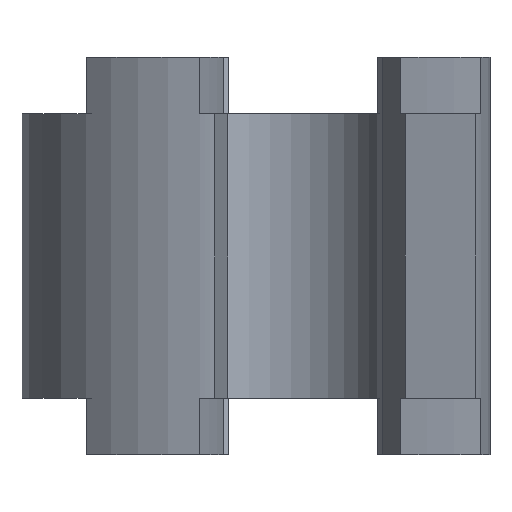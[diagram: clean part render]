
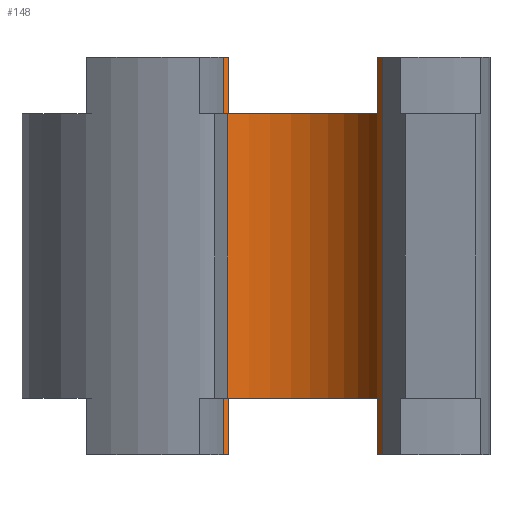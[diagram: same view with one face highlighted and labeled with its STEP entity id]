
A CAD part, left-side view. The second image highlights one B-rep face of the part: STEP entity #148.
In plain terms, the highlighted cylindrical face has radius 4.5 mm (diameter 9 mm), a partial arc.
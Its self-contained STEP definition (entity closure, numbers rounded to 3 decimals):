
#148 = ADVANCED_FACE( '', ( #314 ), #315, .F. );
#314 = FACE_OUTER_BOUND( '', #1118, .T. );
#315 = CYLINDRICAL_SURFACE( '', #1119, 4.5 );
#1118 = EDGE_LOOP( '', ( #2086, #2087, #2088, #2089, #2090, #2091, #2092, #2093, #2094, #2095, #2096, #2097, #2098, #2099, #2100, #2101, #2102, #2103, #2104, #2105 ) );
#1119 = AXIS2_PLACEMENT_3D( '', #2106, #2107, #2108 );
#2086 = ORIENTED_EDGE( '', *, *, #2340, .F. );
#2087 = ORIENTED_EDGE( '', *, *, #2280, .F. );
#2088 = ORIENTED_EDGE( '', *, *, #2329, .T. );
#2089 = ORIENTED_EDGE( '', *, *, #2390, .F. );
#2090 = ORIENTED_EDGE( '', *, *, #2266, .F. );
#2091 = ORIENTED_EDGE( '', *, *, #2423, .T. );
#2092 = ORIENTED_EDGE( '', *, *, #2424, .F. );
#2093 = ORIENTED_EDGE( '', *, *, #2425, .F. );
#2094 = ORIENTED_EDGE( '', *, *, #2398, .T. );
#2095 = ORIENTED_EDGE( '', *, *, #2384, .T. );
#2096 = ORIENTED_EDGE( '', *, *, #2358, .F. );
#2097 = ORIENTED_EDGE( '', *, *, #2426, .F. );
#2098 = ORIENTED_EDGE( '', *, *, #2405, .T. );
#2099 = ORIENTED_EDGE( '', *, *, #2427, .T. );
#2100 = ORIENTED_EDGE( '', *, *, #2409, .F. );
#2101 = ORIENTED_EDGE( '', *, *, #2344, .F. );
#2102 = ORIENTED_EDGE( '', *, *, #2428, .F. );
#2103 = ORIENTED_EDGE( '', *, *, #2392, .F. );
#2104 = ORIENTED_EDGE( '', *, *, #2421, .T. );
#2105 = ORIENTED_EDGE( '', *, *, #2429, .F. );
#2106 = CARTESIAN_POINT( '', ( 0., 0., 54. ) );
#2107 = DIRECTION( '', ( 0., 0., -1. ) );
#2108 = DIRECTION( '', ( 1., 0., 0. ) );
#2266 = EDGE_CURVE( '', #2465, #2466, #2467, .F. );
#2280 = EDGE_CURVE( '', #2491, #2492, #2493, .T. );
#2329 = EDGE_CURVE( '', #2491, #2577, #2579, .T. );
#2340 = EDGE_CURVE( '', #2492, #2593, #2594, .T. );
#2344 = EDGE_CURVE( '', #2597, #2599, #2600, .T. );
#2358 = EDGE_CURVE( '', #2619, #2620, #2621, .T. );
#2384 = EDGE_CURVE( '', #2659, #2620, #2660, .T. );
#2390 = EDGE_CURVE( '', #2466, #2577, #2666, .T. );
#2392 = EDGE_CURVE( '', #2668, #2669, #2670, .T. );
#2398 = EDGE_CURVE( '', #2676, #2659, #2677, .T. );
#2405 = EDGE_CURVE( '', #2685, #2683, #2686, .T. );
#2409 = EDGE_CURVE( '', #2599, #2690, #2691, .T. );
#2421 = EDGE_CURVE( '', #2668, #2705, #2707, .T. );
#2423 = EDGE_CURVE( '', #2465, #2709, #2710, .T. );
#2424 = EDGE_CURVE( '', #2711, #2709, #2712, .T. );
#2425 = EDGE_CURVE( '', #2676, #2711, #2713, .T. );
#2426 = EDGE_CURVE( '', #2685, #2619, #2714, .T. );
#2427 = EDGE_CURVE( '', #2683, #2690, #2715, .T. );
#2428 = EDGE_CURVE( '', #2669, #2597, #2716, .T. );
#2429 = EDGE_CURVE( '', #2593, #2705, #2717, .T. );
#2465 = VERTEX_POINT( '', #2753 );
#2466 = VERTEX_POINT( '', #2754 );
#2467 = LINE( '', #2755, #2756 );
#2491 = VERTEX_POINT( '', #2789 );
#2492 = VERTEX_POINT( '', #2790 );
#2493 = CIRCLE( '', #2791, 4.5 );
#2577 = VERTEX_POINT( '', #3029 );
#2579 = LINE( '', #3031, #3032 );
#2593 = VERTEX_POINT( '', #3280 );
#2594 = LINE( '', #3281, #3282 );
#2597 = VERTEX_POINT( '', #3285 );
#2599 = VERTEX_POINT( '', #3287 );
#2600 = CIRCLE( '', #3288, 4.5 );
#2619 = VERTEX_POINT( '', #3361 );
#2620 = VERTEX_POINT( '', #3362 );
#2621 = LINE( '', #3363, #3364 );
#2659 = VERTEX_POINT( '', #3441 );
#2660 = CIRCLE( '', #3442, 4.5 );
#2666 = CIRCLE( '', #3450, 4.5 );
#2668 = VERTEX_POINT( '', #3452 );
#2669 = VERTEX_POINT( '', #3453 );
#2670 = CIRCLE( '', #3454, 4.5 );
#2676 = VERTEX_POINT( '', #3461 );
#2677 = LINE( '', #3462, #3463 );
#2683 = VERTEX_POINT( '', #3471 );
#2685 = VERTEX_POINT( '', #3473 );
#2686 = LINE( '', #3474, #3475 );
#2690 = VERTEX_POINT( '', #3480 );
#2691 = LINE( '', #3481, #3482 );
#2705 = VERTEX_POINT( '', #3500 );
#2707 = LINE( '', #3502, #3503 );
#2709 = VERTEX_POINT( '', #3505 );
#2710 = CIRCLE( '', #3506, 4.5 );
#2711 = VERTEX_POINT( '', #3507 );
#2712 = LINE( '', #3508, #3509 );
#2713 = CIRCLE( '', #3510, 4.5 );
#2714 = CIRCLE( '', #3511, 4.5 );
#2715 = CIRCLE( '', #3512, 4.5 );
#2716 = LINE( '', #3513, #3514 );
#2717 = CIRCLE( '', #3515, 4.5 );
#2753 = CARTESIAN_POINT( '', ( -0.538, -4.468, 7. ) );
#2754 = CARTESIAN_POINT( '', ( -0.538, -4.468, -7. ) );
#2755 = CARTESIAN_POINT( '', ( -0.538, -4.468, 54. ) );
#2756 = VECTOR( '', #3718, 1000. );
#2789 = CARTESIAN_POINT( '', ( 1.383, -4.282, -5. ) );
#2790 = CARTESIAN_POINT( '', ( 4.4, 0.943, -5. ) );
#2791 = AXIS2_PLACEMENT_3D( '', #3734, #3735, #3736 );
#3029 = CARTESIAN_POINT( '', ( 1.383, -4.282, -7. ) );
#3031 = CARTESIAN_POINT( '', ( 1.383, -4.282, -5. ) );
#3032 = VECTOR( '', #3820, 1000. );
#3280 = CARTESIAN_POINT( '', ( 4.4, 0.943, -7. ) );
#3281 = CARTESIAN_POINT( '', ( 4.4, 0.943, -5. ) );
#3282 = VECTOR( '', #3824, 1000. );
#3285 = CARTESIAN_POINT( '', ( -3.017, 3.339, -7. ) );
#3287 = CARTESIAN_POINT( '', ( -4.138, 1.768, -7. ) );
#3288 = AXIS2_PLACEMENT_3D( '', #3831, #3832, #3833 );
#3361 = CARTESIAN_POINT( '', ( 3.017, 3.339, 5. ) );
#3362 = CARTESIAN_POINT( '', ( 3.017, 3.339, 7. ) );
#3363 = CARTESIAN_POINT( '', ( 3.017, 3.339, 5. ) );
#3364 = VECTOR( '', #3850, 1000. );
#3441 = CARTESIAN_POINT( '', ( 4.4, 0.943, 7. ) );
#3442 = AXIS2_PLACEMENT_3D( '', #3894, #3895, #3896 );
#3450 = AXIS2_PLACEMENT_3D( '', #3902, #3903, #3904 );
#3452 = CARTESIAN_POINT( '', ( 3.017, 3.339, -5. ) );
#3453 = CARTESIAN_POINT( '', ( -3.017, 3.339, -5. ) );
#3454 = AXIS2_PLACEMENT_3D( '', #3905, #3906, #3907 );
#3461 = CARTESIAN_POINT( '', ( 4.4, 0.943, 5. ) );
#3462 = CARTESIAN_POINT( '', ( 4.4, 0.943, 5. ) );
#3463 = VECTOR( '', #3915, 1000. );
#3471 = CARTESIAN_POINT( '', ( -3.017, 3.339, 7. ) );
#3473 = CARTESIAN_POINT( '', ( -3.017, 3.339, 5. ) );
#3474 = CARTESIAN_POINT( '', ( -3.017, 3.339, 5. ) );
#3475 = VECTOR( '', #3924, 1000. );
#3480 = CARTESIAN_POINT( '', ( -4.138, 1.768, 7. ) );
#3481 = CARTESIAN_POINT( '', ( -4.138, 1.768, 54. ) );
#3482 = VECTOR( '', #3929, 1000. );
#3500 = CARTESIAN_POINT( '', ( 3.017, 3.339, -7. ) );
#3502 = CARTESIAN_POINT( '', ( 3.017, 3.339, -5. ) );
#3503 = VECTOR( '', #3943, 1000. );
#3505 = CARTESIAN_POINT( '', ( 1.383, -4.282, 7. ) );
#3506 = AXIS2_PLACEMENT_3D( '', #3944, #3945, #3946 );
#3507 = CARTESIAN_POINT( '', ( 1.383, -4.282, 5. ) );
#3508 = CARTESIAN_POINT( '', ( 1.383, -4.282, 5. ) );
#3509 = VECTOR( '', #3947, 1000. );
#3510 = AXIS2_PLACEMENT_3D( '', #3948, #3949, #3950 );
#3511 = AXIS2_PLACEMENT_3D( '', #3951, #3952, #3953 );
#3512 = AXIS2_PLACEMENT_3D( '', #3954, #3955, #3956 );
#3513 = CARTESIAN_POINT( '', ( -3.017, 3.339, -5. ) );
#3514 = VECTOR( '', #3957, 1000. );
#3515 = AXIS2_PLACEMENT_3D( '', #3958, #3959, #3960 );
#3718 = DIRECTION( '', ( 0., 0., 1. ) );
#3734 = CARTESIAN_POINT( '', ( 0., 0., -5. ) );
#3735 = DIRECTION( '', ( 0., 0., 1. ) );
#3736 = DIRECTION( '', ( 1., 0., 0. ) );
#3820 = DIRECTION( '', ( 0., 0., -1. ) );
#3824 = DIRECTION( '', ( 0., 0., -1. ) );
#3831 = CARTESIAN_POINT( '', ( 0., 0., -7. ) );
#3832 = DIRECTION( '', ( 0., 0., 1. ) );
#3833 = DIRECTION( '', ( 1., 0., 0. ) );
#3850 = DIRECTION( '', ( 0., 0., 1. ) );
#3894 = CARTESIAN_POINT( '', ( 0., 0., 7. ) );
#3895 = DIRECTION( '', ( 0., 0., 1. ) );
#3896 = DIRECTION( '', ( 1., 0., 0. ) );
#3902 = CARTESIAN_POINT( '', ( 0., 0., -7. ) );
#3903 = DIRECTION( '', ( 0., 0., 1. ) );
#3904 = DIRECTION( '', ( 1., 0., 0. ) );
#3905 = CARTESIAN_POINT( '', ( 0., 0., -5. ) );
#3906 = DIRECTION( '', ( 0., 0., 1. ) );
#3907 = DIRECTION( '', ( 1., 0., 0. ) );
#3915 = DIRECTION( '', ( 0., 0., 1. ) );
#3924 = DIRECTION( '', ( 0., 0., 1. ) );
#3929 = DIRECTION( '', ( 0., 0., 1. ) );
#3943 = DIRECTION( '', ( 0., 0., -1. ) );
#3944 = CARTESIAN_POINT( '', ( 0., 0., 7. ) );
#3945 = DIRECTION( '', ( 0., 0., 1. ) );
#3946 = DIRECTION( '', ( 1., 0., 0. ) );
#3947 = DIRECTION( '', ( 0., 0., 1. ) );
#3948 = CARTESIAN_POINT( '', ( 0., 0., 5. ) );
#3949 = DIRECTION( '', ( 0., 0., -1. ) );
#3950 = DIRECTION( '', ( -1., 0., 0. ) );
#3951 = CARTESIAN_POINT( '', ( 0., 0., 5. ) );
#3952 = DIRECTION( '', ( 0., 0., -1. ) );
#3953 = DIRECTION( '', ( -1., 0., 0. ) );
#3954 = CARTESIAN_POINT( '', ( 0., 0., 7. ) );
#3955 = DIRECTION( '', ( 0., 0., 1. ) );
#3956 = DIRECTION( '', ( 1., 0., 0. ) );
#3957 = DIRECTION( '', ( 0., 0., -1. ) );
#3958 = CARTESIAN_POINT( '', ( 0., 0., -7. ) );
#3959 = DIRECTION( '', ( 0., 0., 1. ) );
#3960 = DIRECTION( '', ( 1., 0., 0. ) );
